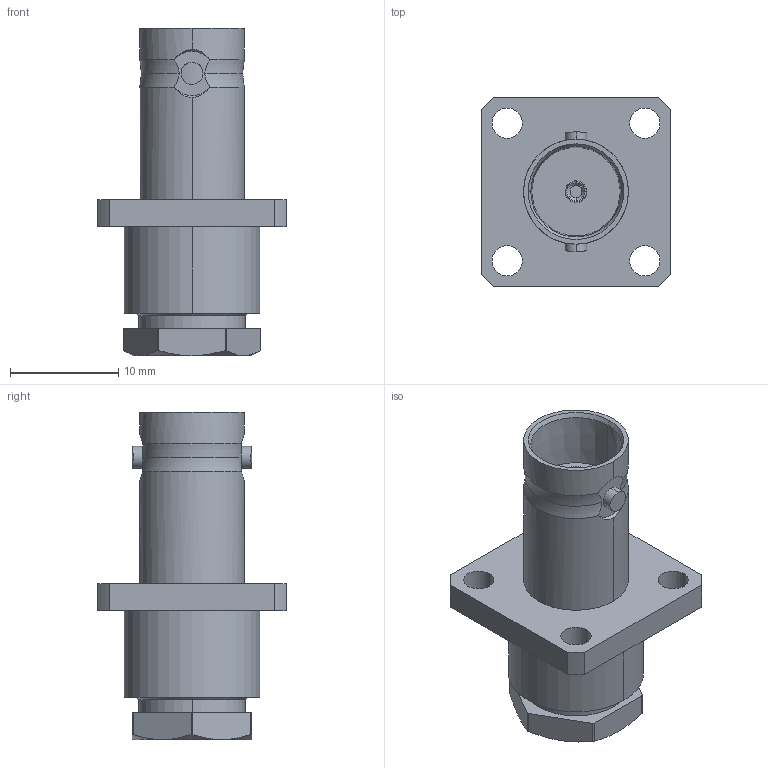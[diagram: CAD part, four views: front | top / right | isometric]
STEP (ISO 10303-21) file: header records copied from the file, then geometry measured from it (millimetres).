
FILE_DESCRIPTION (( 'STEP AP214' ), '1' );
FILE_NAME ('J01003A0012.STEP', '2018-07-12T10:04:28', ( '' ), ( '' ), 'SwSTEP 2.0', 'SolidWorks 2017', '' );
FILE_SCHEMA (( 'AUTOMOTIVE_DESIGN' ));
Length unit declared in the file: millimetre
Products named in the file (1): J01003A0012
Bounding box: 17.5 x 17.5 x 30.2 mm (x, y, z)
Volume: 2807.2 mm3; surface area: 2032.7 mm2
Topology: 1 solids, 1 shells, 142 faces, 364 edges, 236 vertices
Faces by surface type: plane 56, cylinder 51, cone 27, torus 8
Entity records: 6106 total; most frequent: CARTESIAN_POINT 1165, ORIENTED_EDGE 728, DIRECTION 688, EDGE_CURVE 364, AXIS2_PLACEMENT_3D 271, VERTEX_POINT 236, EDGE_LOOP 162, VECTOR 146
